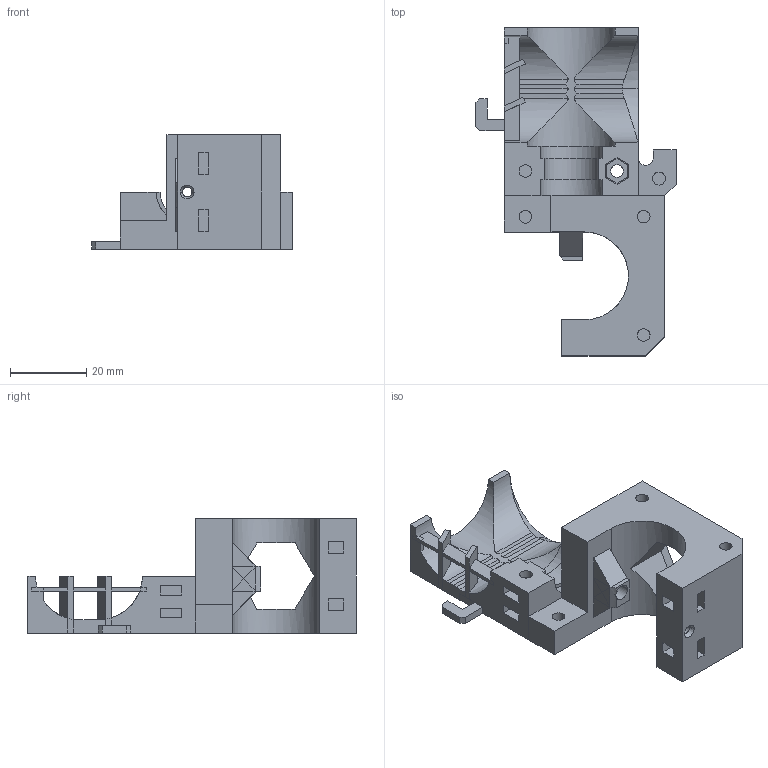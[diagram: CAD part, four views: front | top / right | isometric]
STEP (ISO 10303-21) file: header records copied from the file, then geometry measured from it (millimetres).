
FILE_DESCRIPTION (( 'STEP AP203' ), '1' );
FILE_NAME ('extruder-body.step', '2020-06-12T00:18:44', ( 'bruno' ), ( '' ), 'SwSTEP 2.0', 'SolidWorks 2018', '' );
FILE_SCHEMA (( 'CONFIG_CONTROL_DESIGN' ));
Length unit declared in the file: millimetre
Products named in the file (1): extruder-body
Bounding box: 52.5 x 86 x 30 mm (x, y, z)
Volume: 32469.1 mm3; surface area: 15594.5 mm2
Topology: 1 solids, 3 shells, 278 faces, 713 edges, 455 vertices
Faces by surface type: plane 208, cylinder 54, bspline 12, cone 4
Entity records: 8903 total; most frequent: CARTESIAN_POINT 2160, ORIENTED_EDGE 1426, DIRECTION 1290, EDGE_CURVE 713, VECTOR 526, LINE 526, VERTEX_POINT 455, AXIS2_PLACEMENT_3D 382
